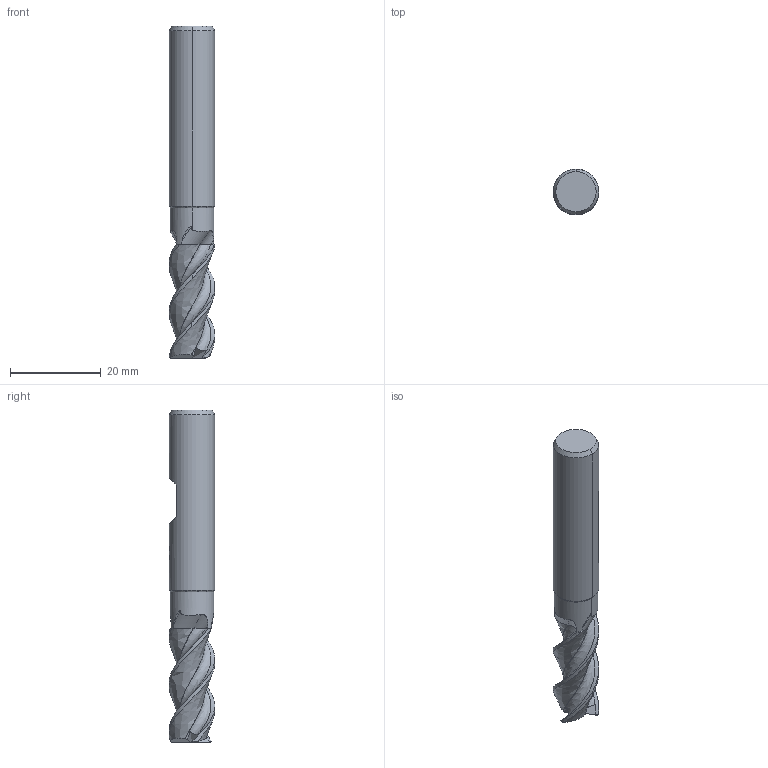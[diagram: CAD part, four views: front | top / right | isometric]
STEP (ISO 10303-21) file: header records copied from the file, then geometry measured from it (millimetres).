
FILE_DESCRIPTION(('no description'),'unknown implementation level');
FILE_NAME('solidcR2atHN0nQbf8gh66_mniXo6tNQ_1.STP',' ',('CIMSOURCE GmbH'),('CADClick - KiM GmbH - www.kimweb.de'),'unknown preprocess','ACIS','unknown authorization');
FILE_SCHEMA(('automotive_design'));
Length unit declared in the file: millimetre
Products named in the file (2): 1; 2
Bounding box: 10 x 10 x 73 mm (x, y, z)
Volume: 4648.6 mm3; surface area: 2504.1 mm2
Topology: 2 solids, 2 shells, 79 faces, 218 edges, 143 vertices
Faces by surface type: plane 29, cone 15, revolution 12, bspline 12, cylinder 11
Entity records: 10609 total; most frequent: CARTESIAN_POINT 6296, STYLED_ITEM 442, PRESENTATION_STYLE_ASSIGNMENT 442, COLOUR_RGB 442, ORIENTED_EDGE 436, DIRECTION 299, EDGE_CURVE 218, CURVE_STYLE 218
